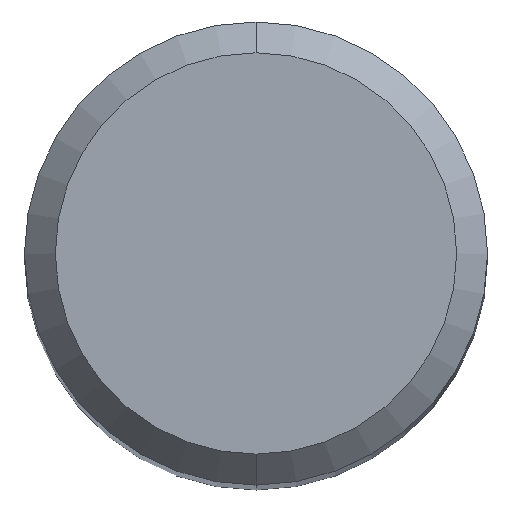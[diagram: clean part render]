
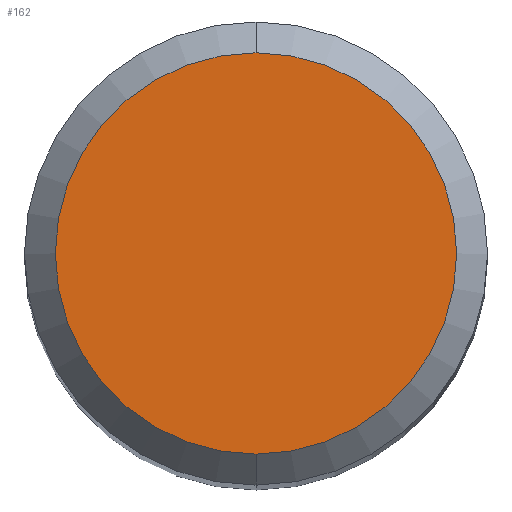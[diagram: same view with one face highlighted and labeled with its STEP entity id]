
A CAD part, top view. The second image highlights one B-rep face of the part: STEP entity #162.
In plain terms, the highlighted planar face has unit normal (0, 0, 1).
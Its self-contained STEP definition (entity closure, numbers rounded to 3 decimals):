
#128=VERTEX_POINT('',#281);
#130=VERTEX_POINT('',#283);
#158=EDGE_CURVE('',#130,#128,#315,.T.);
#162=ADVANCED_FACE('',(#320),#321,.T.);
#186=EDGE_CURVE('',#128,#130,#350,.T.);
#281=CARTESIAN_POINT('',(0.0,2.6,0.0));
#283=CARTESIAN_POINT('',(0.,-2.6,0.0));
#315=CIRCLE('',#491,2.6);
#320=FACE_OUTER_BOUND('',#496,.T.);
#321=PLANE('',#497);
#350=CIRCLE('',#530,2.6);
#491=AXIS2_PLACEMENT_3D('',#673,#674,#675);
#496=EDGE_LOOP('',(#685,#686));
#497=AXIS2_PLACEMENT_3D('',#687,#688,#689);
#530=AXIS2_PLACEMENT_3D('',#733,#734,#735);
#673=CARTESIAN_POINT('',(0.0,0.0,0.0));
#674=DIRECTION('',(0.0,0.0,-1.0));
#675=DIRECTION('',(0.0,1.0,0.0));
#685=ORIENTED_EDGE('',*,*,#186,.F.);
#686=ORIENTED_EDGE('',*,*,#158,.F.);
#687=CARTESIAN_POINT('',(0.0,1.3,0.0));
#688=DIRECTION('',(-0.0,0.0,1.0));
#689=DIRECTION('',(0.0,-1.0,0.0));
#733=CARTESIAN_POINT('',(0.0,0.0,0.0));
#734=DIRECTION('',(0.0,0.0,-1.0));
#735=DIRECTION('',(0.0,1.0,0.0));
